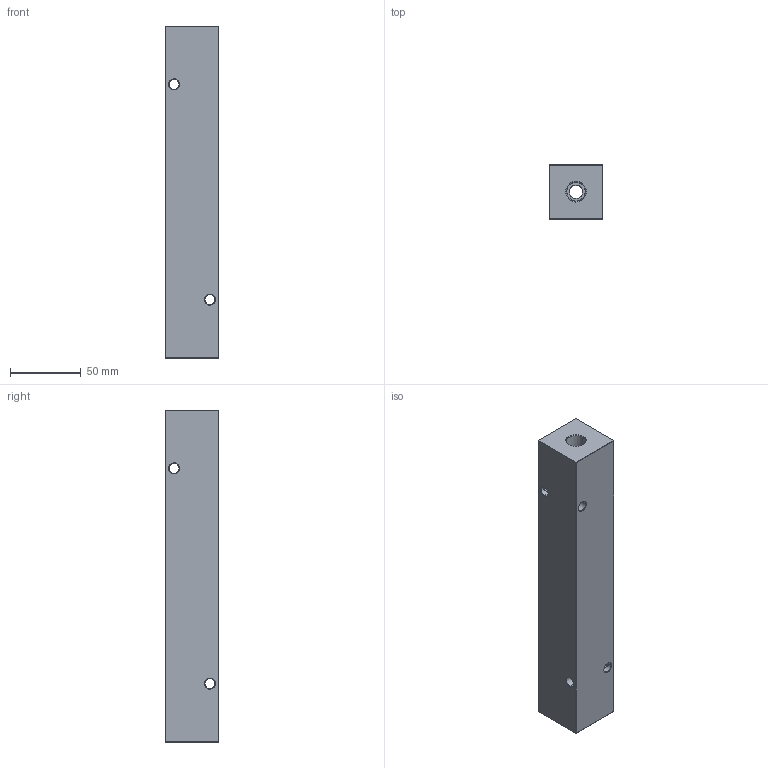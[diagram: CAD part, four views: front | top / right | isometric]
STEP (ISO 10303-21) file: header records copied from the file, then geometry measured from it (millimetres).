
FILE_DESCRIPTION (( 'STEP AP214' ), '1' );
FILE_NAME ('HM-6-0-P-4-2.STEP', '2019-07-16T00:23:27', ( '' ), ( '' ), 'SwSTEP 2.0', 'SolidWorks 2018', '' );
FILE_SCHEMA (( 'AUTOMOTIVE_DESIGN' ));
Length unit declared in the file: inch
Products named in the file (1): HM-6-0-P-4-2
Bounding box: 38.1 x 38.1 x 234.95 mm (x, y, z)
Volume: 311279 mm3; surface area: 50235.9 mm2
Topology: 1 solids, 1 shells, 487 faces, 1261 edges, 818 vertices
Faces by surface type: plane 247, bspline 174, cone 36, cylinder 30
Entity records: 29654 total; most frequent: CARTESIAN_POINT 12813, ORIENTED_EDGE 2522, DIRECTION 1597, EDGE_CURVE 1261, VERTEX_POINT 818, LINE 801, VECTOR 801, EDGE_LOOP 555
